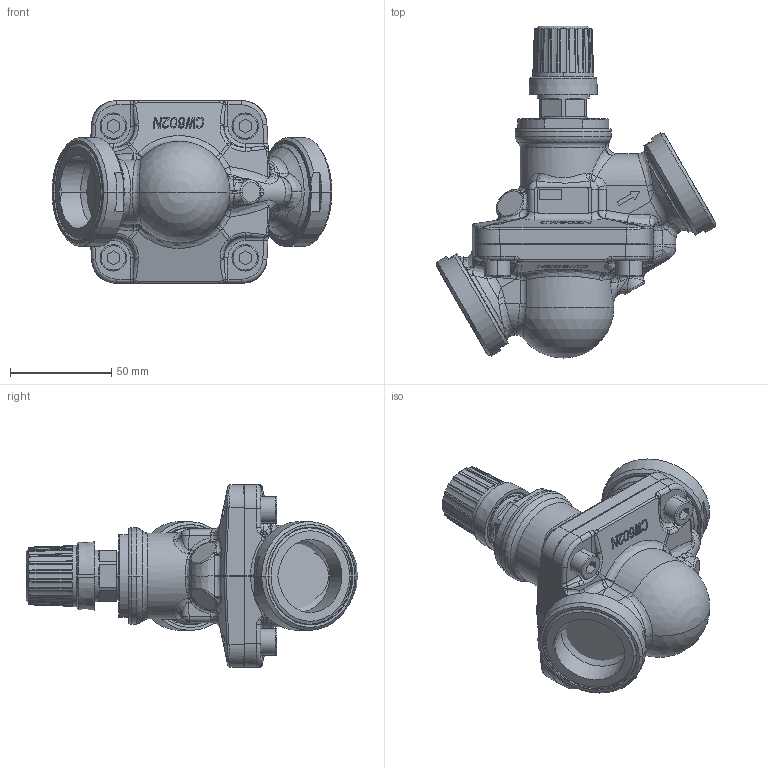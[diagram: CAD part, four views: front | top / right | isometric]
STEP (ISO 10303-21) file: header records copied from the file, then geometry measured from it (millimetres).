
FILE_DESCRIPTION((''),'2;1');
FILE_NAME('003L3597_ASM','2015-02-25T',('u317927'),('Danfoss'),'PRO/ENGINEER BY PARAMETRIC TECHNOLOGY CORPORATION, 2014000','PRO/ENGINEER BY PARAMETRIC TECHNOLOGY CORPORATION, 2014000','');
FILE_SCHEMA(('CONFIG_CONTROL_DESIGN'));
Length unit declared in the file: millimetre
Products named in the file (14): 8884017_AF0; 8906435_AF0_ASM; 8906295_AF0_ASM; 8884037_AF0; D3-STIFT-RING_ASM; 065F0201_ASM; 8884057; 8884087; 8884046_AF0_ASM; 51340070; 8884083; 8505030; 8884067; 003L3597_ASM
Assembly tree (17 placements, depth 3):
  003L3597_ASM
    8884017_AF0
    8906435_AF0_ASM
    8906295_AF0_ASM
    8884037_AF0
    8884046_AF0_ASM
      D3-STIFT-RING_ASM
      065F0201_ASM
      8884057
      8884087
    51340070  x4
    8884083
    8505030
    8884067  x2
Bounding box: 137.98 x 163.75 x 90 mm (x, y, z)
Volume: 264651.8 mm3; surface area: 133134.7 mm2
Topology: 12 solids, 33 shells, 1785 faces, 4614 edges, 2918 vertices
Faces by surface type: plane 921, cylinder 402, bspline 211, cone 150, torus 81, sphere 20
Entity records: 61004 total; most frequent: CARTESIAN_POINT 20530, ORIENTED_EDGE 8766, DIRECTION 7765, EDGE_CURVE 4413, VERTEX_POINT 2796, VECTOR 2635, LINE 2635, AXIS2_PLACEMENT_3D 2565
